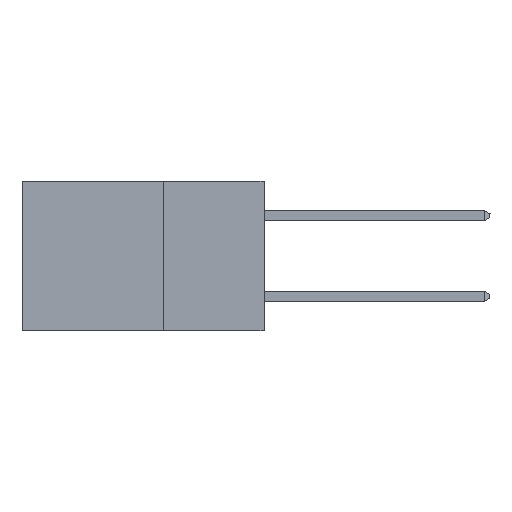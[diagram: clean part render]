
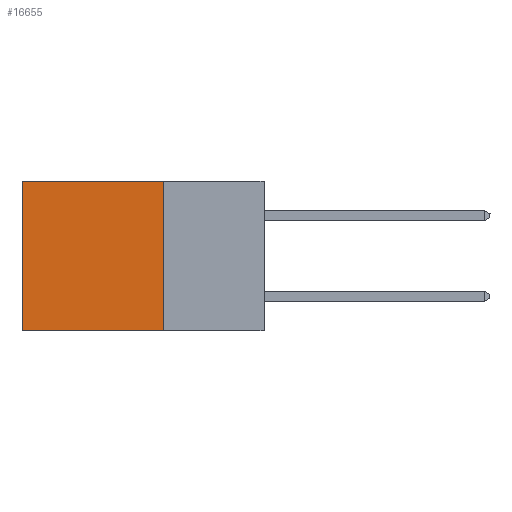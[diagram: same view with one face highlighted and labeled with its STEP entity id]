
A CAD part, left-side view. The second image highlights one B-rep face of the part: STEP entity #16655.
In plain terms, the highlighted planar face has unit normal (-1, 0, 0).
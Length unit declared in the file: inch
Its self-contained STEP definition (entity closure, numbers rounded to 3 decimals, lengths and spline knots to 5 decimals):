
#1030 = LINE ( 'NONE', #17296, #25322 ) ;
#1198 = VECTOR ( 'NONE', #14557, 39.37008 ) ;
#1956 = LINE ( 'NONE', #8940, #16832 ) ;
#2845 = CARTESIAN_POINT ( 'NONE',  ( 0.298, 0.6, 0. ) ) ;
#4053 = VERTEX_POINT ( 'NONE', #2845 ) ;
#4542 = CARTESIAN_POINT ( 'NONE',  ( 0.298, 0.25, 0. ) ) ;
#5152 = PLANE ( 'NONE',  #18377 ) ;
#8940 = CARTESIAN_POINT ( 'NONE',  ( 0.298, 0.25, -0.37 ) ) ;
#12025 = DIRECTION ( 'NONE',  ( 0., 1., 0. ) ) ;
#12236 = EDGE_CURVE ( 'NONE', #18540, #21998, #1956, .T. ) ;
#12414 = CARTESIAN_POINT ( 'NONE',  ( 0.298, 0.25, -0.37 ) ) ;
#12463 = CARTESIAN_POINT ( 'NONE',  ( 0.298, 0.25, 0. ) ) ;
#14557 = DIRECTION ( 'NONE',  ( 0., 0., -1. ) ) ;
#14860 = DIRECTION ( 'NONE',  ( 0., 0., -1. ) ) ;
#15839 = VERTEX_POINT ( 'NONE', #12463 ) ;
#16245 = DIRECTION ( 'NONE',  ( 0., 1., 0. ) ) ;
#16655 = ADVANCED_FACE ( 'NONE', ( #17724 ), #5152, .F. ) ;
#16832 = VECTOR ( 'NONE', #16245, 39.37008 ) ;
#17296 = CARTESIAN_POINT ( 'NONE',  ( 0.298, 0.25, 0. ) ) ;
#17724 = FACE_OUTER_BOUND ( 'NONE', #27773, .T. ) ;
#17784 = DIRECTION ( 'NONE',  ( 0., 0., -1. ) ) ;
#18377 = AXIS2_PLACEMENT_3D ( 'NONE', #30506, #22925, #17784 ) ;
#18437 = ORIENTED_EDGE ( 'NONE', *, *, #12236, .F. ) ;
#18540 = VERTEX_POINT ( 'NONE', #12414 ) ;
#18578 = ORIENTED_EDGE ( 'NONE', *, *, #19772, .F. ) ;
#19456 = ORIENTED_EDGE ( 'NONE', *, *, #23178, .T. ) ;
#19772 = EDGE_CURVE ( 'NONE', #15839, #18540, #1030, .T. ) ;
#21583 = LINE ( 'NONE', #26995, #1198 ) ;
#21998 = VERTEX_POINT ( 'NONE', #23578 ) ;
#22925 = DIRECTION ( 'NONE',  ( 1., 0., 0. ) ) ;
#23178 = EDGE_CURVE ( 'NONE', #15839, #4053, #23671, .T. ) ;
#23578 = CARTESIAN_POINT ( 'NONE',  ( 0.298, 0.6, -0.37 ) ) ;
#23671 = LINE ( 'NONE', #4542, #27971 ) ;
#23897 = ORIENTED_EDGE ( 'NONE', *, *, #25965, .T. ) ;
#25322 = VECTOR ( 'NONE', #14860, 39.37008 ) ;
#25965 = EDGE_CURVE ( 'NONE', #4053, #21998, #21583, .T. ) ;
#26995 = CARTESIAN_POINT ( 'NONE',  ( 0.298, 0.6, 0. ) ) ;
#27773 = EDGE_LOOP ( 'NONE', ( #23897, #18437, #18578, #19456 ) ) ;
#27971 = VECTOR ( 'NONE', #12025, 39.37008 ) ;
#30506 = CARTESIAN_POINT ( 'NONE',  ( 0.298, 0.25, 0. ) ) ;
